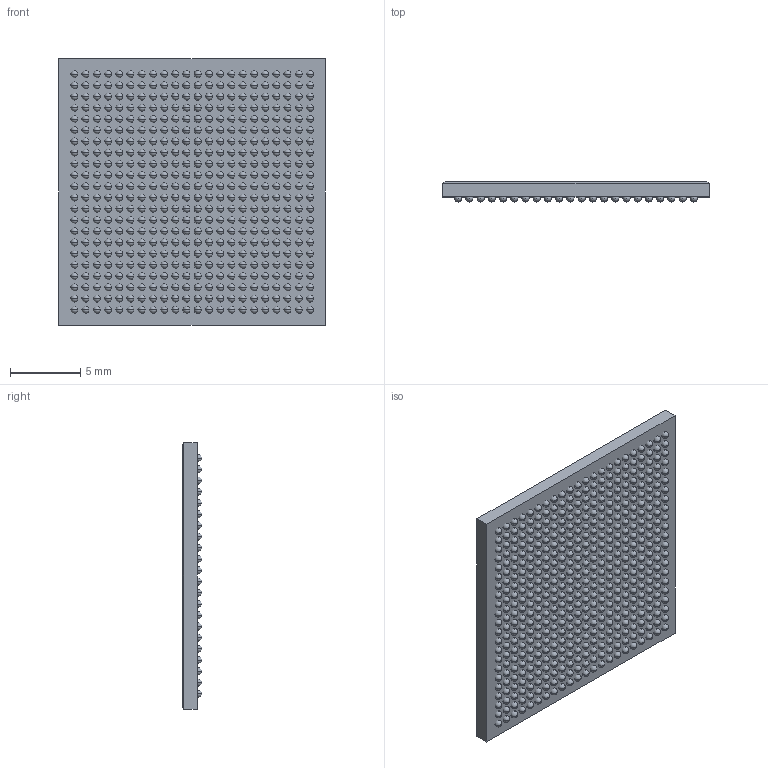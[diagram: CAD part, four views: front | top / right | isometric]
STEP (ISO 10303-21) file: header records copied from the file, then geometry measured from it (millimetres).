
FILE_DESCRIPTION (( 'STEP AP214' ), '1' );
FILE_NAME ( 'BGA484C80P22X22_1900X1900X140.step', '2017-2-16T23:20:45', ( '' ), ( '' ), 'EDABuilder', 'EMA Design Automation', '' );
FILE_SCHEMA (( 'AUTOMOTIVE_DESIGN' ));
Length unit declared in the file: millimetre
Products named in the file (1): face1_BC
Bounding box: 19.01 x 1.4 x 19 mm (x, y, z)
Volume: 429 mm3; surface area: 1180 mm2
Topology: 486 solids, 486 shells, 981 faces, 3411 edges, 2434 vertices
Faces by surface type: sphere 968, plane 12, cylinder 1
Full cylindrical faces by diameter (mm): 0.995 x1
Entity records: 21687 total; most frequent: DIRECTION 4896, CARTESIAN_POINT 3440, AXIS2_PLACEMENT_3D 2438, ORIENTED_EDGE 1980, EDGE_CURVE 990, EDGE_LOOP 982, VERTEX_POINT 982, FACE_OUTER_BOUND 981
